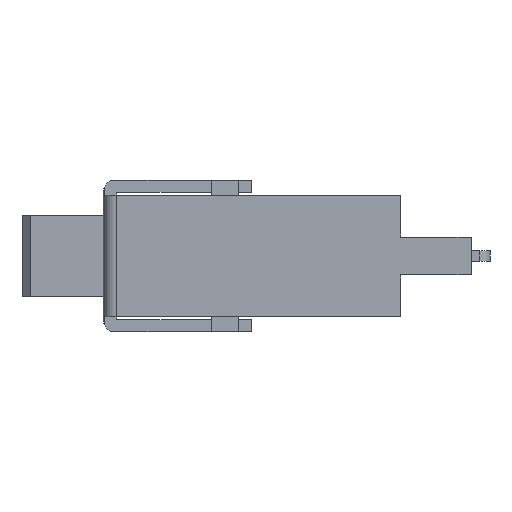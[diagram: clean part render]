
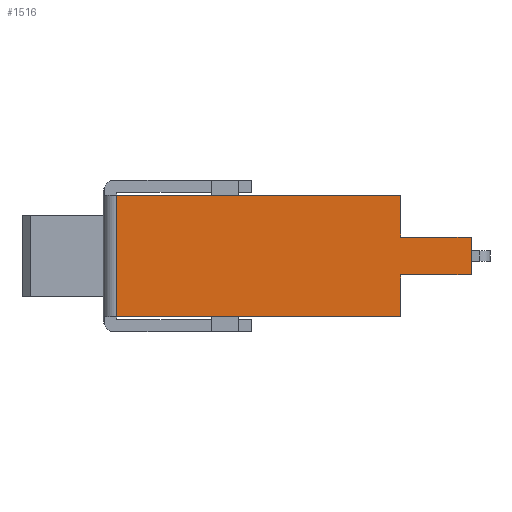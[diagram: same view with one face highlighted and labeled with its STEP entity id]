
A CAD part, left-side view. The second image highlights one B-rep face of the part: STEP entity #1516.
In plain terms, the highlighted planar face has unit normal (-1, 0, 0).
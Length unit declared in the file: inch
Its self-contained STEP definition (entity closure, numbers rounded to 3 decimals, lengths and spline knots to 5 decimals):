
#22 = CARTESIAN_POINT ( 'NONE',  ( -5.00546, 0.48156, -0.1122 ) ) ;
#38 = DIRECTION ( 'NONE',  ( 0., 0., 1. ) ) ;
#68 = EDGE_CURVE ( 'NONE', #216, #1765, #1088, .T. ) ;
#121 = ORIENTED_EDGE ( 'NONE', *, *, #3121, .T. ) ;
#128 = DIRECTION ( 'NONE',  ( 0., 0., -1. ) ) ;
#169 = ORIENTED_EDGE ( 'NONE', *, *, #213, .T. ) ;
#213 = EDGE_CURVE ( 'NONE', #1724, #2507, #1496, .T. ) ;
#216 = VERTEX_POINT ( 'NONE', #2569 ) ;
#249 = EDGE_CURVE ( 'NONE', #1765, #999, #3115, .T. ) ;
#342 = CARTESIAN_POINT ( 'NONE',  ( -5.00546, -22.71351, -0.02756 ) ) ;
#378 = VECTOR ( 'NONE', #3295, 39.37008 ) ;
#387 = CARTESIAN_POINT ( 'NONE',  ( -5.00546, -22.71351, 0.02756 ) ) ;
#393 = EDGE_CURVE ( 'NONE', #2507, #828, #3525, .T. ) ;
#563 = VECTOR ( 'NONE', #974, 39.37008 ) ;
#582 = CARTESIAN_POINT ( 'NONE',  ( -5.00546, -22.71351, -0.1122 ) ) ;
#598 = CARTESIAN_POINT ( 'NONE',  ( -5.00546, 0.06818, -0.08858 ) ) ;
#599 = DIRECTION ( 'NONE',  ( 0., 1., 0. ) ) ;
#609 = DIRECTION ( 'NONE',  ( 0., 0., 1. ) ) ;
#689 = EDGE_CURVE ( 'NONE', #999, #2724, #3407, .T. ) ;
#828 = VERTEX_POINT ( 'NONE', #875 ) ;
#875 = CARTESIAN_POINT ( 'NONE',  ( -5.00546, 0.06818, 0.08858 ) ) ;
#887 = CARTESIAN_POINT ( 'NONE',  ( -5.00546, 0.06818, -0.1122 ) ) ;
#891 = CARTESIAN_POINT ( 'NONE',  ( -5.00546, -0.03419, -0.1122 ) ) ;
#966 = VECTOR ( 'NONE', #38, 39.37008 ) ;
#974 = DIRECTION ( 'NONE',  ( 0., -1., 0. ) ) ;
#999 = VERTEX_POINT ( 'NONE', #1530 ) ;
#1011 = CARTESIAN_POINT ( 'NONE',  ( -5.00546, 0.06818, -0.1122 ) ) ;
#1088 = LINE ( 'NONE', #2183, #378 ) ;
#1096 = LINE ( 'NONE', #2213, #2683 ) ;
#1115 = ORIENTED_EDGE ( 'NONE', *, *, #1879, .T. ) ;
#1492 = VECTOR ( 'NONE', #128, 39.37008 ) ;
#1496 = LINE ( 'NONE', #387, #1734 ) ;
#1514 = CARTESIAN_POINT ( 'NONE',  ( -5.00546, 0.48156, 0.08858 ) ) ;
#1516 = ADVANCED_FACE ( 'NONE', ( #1871 ), #2426, .F. ) ;
#1530 = CARTESIAN_POINT ( 'NONE',  ( -5.00546, 0.06818, -0.02756 ) ) ;
#1592 = DIRECTION ( 'NONE',  ( 0., 1., 0. ) ) ;
#1603 = CARTESIAN_POINT ( 'NONE',  ( -5.00546, -0.03419, 0.02756 ) ) ;
#1724 = VERTEX_POINT ( 'NONE', #1603 ) ;
#1734 = VECTOR ( 'NONE', #2052, 39.37008 ) ;
#1765 = VERTEX_POINT ( 'NONE', #598 ) ;
#1828 = ORIENTED_EDGE ( 'NONE', *, *, #393, .T. ) ;
#1871 = FACE_OUTER_BOUND ( 'NONE', #1884, .T. ) ;
#1879 = EDGE_CURVE ( 'NONE', #3573, #216, #2825, .T. ) ;
#1884 = EDGE_LOOP ( 'NONE', ( #169, #1828, #121, #1115, #2800, #2215, #3033, #3408 ) ) ;
#1902 = CARTESIAN_POINT ( 'NONE',  ( -5.00546, -0.03419, -0.02756 ) ) ;
#2052 = DIRECTION ( 'NONE',  ( 0., 1., 0. ) ) ;
#2079 = VECTOR ( 'NONE', #609, 39.37008 ) ;
#2155 = EDGE_CURVE ( 'NONE', #2724, #1724, #3629, .T. ) ;
#2183 = CARTESIAN_POINT ( 'NONE',  ( -5.00546, 0.50125, -0.08858 ) ) ;
#2213 = CARTESIAN_POINT ( 'NONE',  ( -5.00546, -0.04993, 0.08858 ) ) ;
#2215 = ORIENTED_EDGE ( 'NONE', *, *, #249, .T. ) ;
#2426 = PLANE ( 'NONE',  #2494 ) ;
#2494 = AXIS2_PLACEMENT_3D ( 'NONE', #582, #2983, #1592 ) ;
#2507 = VERTEX_POINT ( 'NONE', #3498 ) ;
#2569 = CARTESIAN_POINT ( 'NONE',  ( -5.00546, 0.48156, -0.08858 ) ) ;
#2683 = VECTOR ( 'NONE', #599, 39.37008 ) ;
#2724 = VERTEX_POINT ( 'NONE', #1902 ) ;
#2800 = ORIENTED_EDGE ( 'NONE', *, *, #68, .T. ) ;
#2825 = LINE ( 'NONE', #22, #1492 ) ;
#2983 = DIRECTION ( 'NONE',  ( 1., 0., 0. ) ) ;
#3033 = ORIENTED_EDGE ( 'NONE', *, *, #689, .T. ) ;
#3115 = LINE ( 'NONE', #887, #2079 ) ;
#3121 = EDGE_CURVE ( 'NONE', #828, #3573, #1096, .T. ) ;
#3269 = DIRECTION ( 'NONE',  ( 0., 0., 1. ) ) ;
#3295 = DIRECTION ( 'NONE',  ( 0., -1., 0. ) ) ;
#3407 = LINE ( 'NONE', #342, #563 ) ;
#3408 = ORIENTED_EDGE ( 'NONE', *, *, #2155, .T. ) ;
#3480 = VECTOR ( 'NONE', #3269, 39.37008 ) ;
#3498 = CARTESIAN_POINT ( 'NONE',  ( -5.00546, 0.06818, 0.02756 ) ) ;
#3525 = LINE ( 'NONE', #1011, #3480 ) ;
#3573 = VERTEX_POINT ( 'NONE', #1514 ) ;
#3629 = LINE ( 'NONE', #891, #966 ) ;
